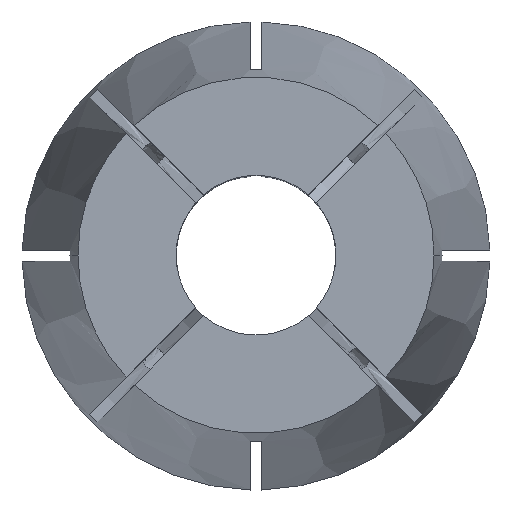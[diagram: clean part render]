
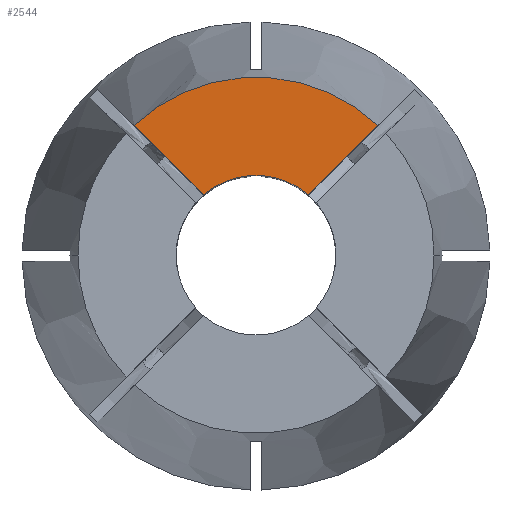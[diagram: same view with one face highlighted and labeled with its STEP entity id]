
A CAD part, top view. The second image highlights one B-rep face of the part: STEP entity #2544.
In plain terms, the highlighted planar face has unit normal (0, 0, 1).
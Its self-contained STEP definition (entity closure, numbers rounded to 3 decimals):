
#28 = ORIENTED_EDGE ( 'NONE', *, *, #1352, .T. ) ;
#116 = VERTEX_POINT ( 'NONE', #904 ) ;
#184 = VECTOR ( 'NONE', #2380, 1000. ) ;
#258 = ORIENTED_EDGE ( 'NONE', *, *, #2112, .T. ) ;
#283 = FACE_OUTER_BOUND ( 'NONE', #1555, .T. ) ;
#604 = DIRECTION ( 'NONE',  ( 0.707, -0.707, 0. ) ) ;
#608 = DIRECTION ( 'NONE',  ( 0., 0., 1. ) ) ;
#835 = VERTEX_POINT ( 'NONE', #1826 ) ;
#848 = AXIS2_PLACEMENT_3D ( 'NONE', #2884, #1348, #2457 ) ;
#904 = CARTESIAN_POINT ( 'NONE',  ( 10.668, 11.376, 0. ) ) ;
#1095 = CIRCLE ( 'NONE', #848, 7. ) ;
#1169 = CARTESIAN_POINT ( 'NONE',  ( 0., 0., 0. ) ) ;
#1180 = CARTESIAN_POINT ( 'NONE',  ( 4.584, 5.291, 0. ) ) ;
#1310 = EDGE_CURVE ( 'NONE', #2566, #116, #2862, .T. ) ;
#1348 = DIRECTION ( 'NONE',  ( 0., 0., 1. ) ) ;
#1352 = EDGE_CURVE ( 'NONE', #116, #2246, #1984, .T. ) ;
#1353 = PLANE ( 'NONE',  #2497 ) ;
#1384 = AXIS2_PLACEMENT_3D ( 'NONE', #1169, #608, #1911 ) ;
#1543 = CARTESIAN_POINT ( 'NONE',  ( 0.354, 0.354, 0. ) ) ;
#1554 = VECTOR ( 'NONE', #604, 1000. ) ;
#1555 = EDGE_LOOP ( 'NONE', ( #2512, #2480, #28, #258 ) ) ;
#1778 = CARTESIAN_POINT ( 'NONE',  ( -0.354, 0.354, 0. ) ) ;
#1826 = CARTESIAN_POINT ( 'NONE',  ( -4.584, 5.291, 0. ) ) ;
#1849 = CARTESIAN_POINT ( 'NONE',  ( 0., 0., 0. ) ) ;
#1911 = DIRECTION ( 'NONE',  ( 1., 0., 0. ) ) ;
#1984 = CIRCLE ( 'NONE', #1384, 15.595 ) ;
#2060 = DIRECTION ( 'NONE',  ( -1., 0., 0. ) ) ;
#2112 = EDGE_CURVE ( 'NONE', #2246, #835, #2711, .T. ) ;
#2137 = CARTESIAN_POINT ( 'NONE',  ( -10.668, 11.376, 0. ) ) ;
#2246 = VERTEX_POINT ( 'NONE', #2137 ) ;
#2380 = DIRECTION ( 'NONE',  ( 0.707, 0.707, 0. ) ) ;
#2387 = EDGE_CURVE ( 'NONE', #2566, #835, #1095, .T. ) ;
#2457 = DIRECTION ( 'NONE',  ( 1., 0., 0. ) ) ;
#2480 = ORIENTED_EDGE ( 'NONE', *, *, #1310, .T. ) ;
#2497 = AXIS2_PLACEMENT_3D ( 'NONE', #1849, #2755, #2060 ) ;
#2512 = ORIENTED_EDGE ( 'NONE', *, *, #2387, .F. ) ;
#2544 = ADVANCED_FACE ( 'NONE', ( #283 ), #1353, .F. ) ;
#2566 = VERTEX_POINT ( 'NONE', #1180 ) ;
#2711 = LINE ( 'NONE', #1543, #1554 ) ;
#2755 = DIRECTION ( 'NONE',  ( 0., 0., -1. ) ) ;
#2862 = LINE ( 'NONE', #1778, #184 ) ;
#2884 = CARTESIAN_POINT ( 'NONE',  ( 0., 0., 0. ) ) ;
